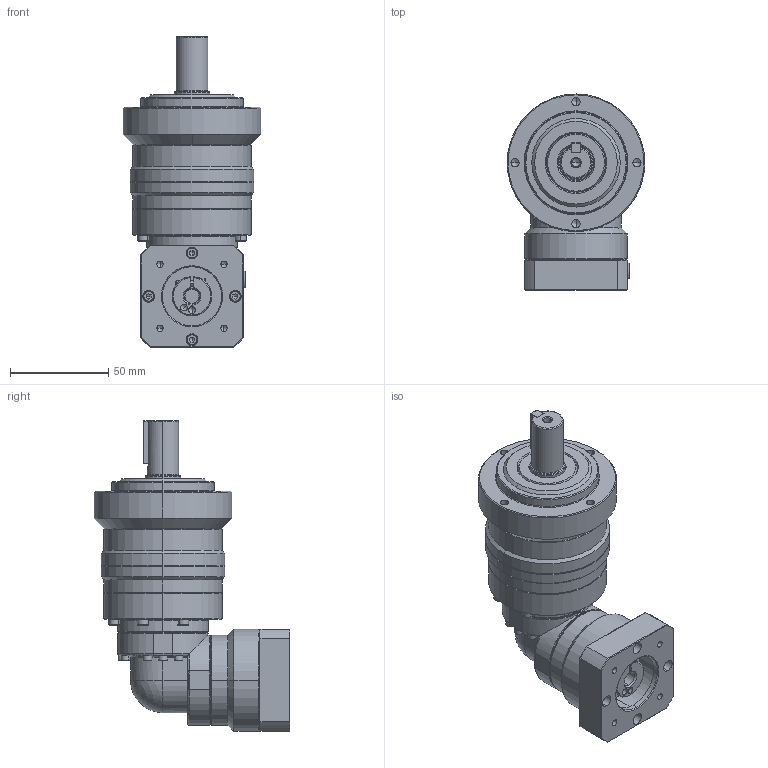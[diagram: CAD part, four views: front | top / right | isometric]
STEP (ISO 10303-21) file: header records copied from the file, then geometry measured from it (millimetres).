
FILE_DESCRIPTION (( 'STEP AP214' ), '1' );
FILE_NAME ('PGB070-15A1.STEP', '2015-05-04T18:11:18', ( '' ), ( '' ), 'SwSTEP 2.0', 'SolidWorks 2014', '' );
FILE_SCHEMA (( 'AUTOMOTIVE_DESIGN' ));
Length unit declared in the file: inch
Products named in the file (1): PGB070-15A1
Bounding box: 70 x 99.5 x 158 mm (x, y, z)
Volume: 366364.8 mm3; surface area: 46162.5 mm2
Topology: 1 solids, 7 shells, 640 faces, 1614 edges, 983 vertices
Faces by surface type: plane 264, cylinder 166, cone 131, torus 77, sphere 2
Entity records: 23011 total; most frequent: CARTESIAN_POINT 3987, DIRECTION 3222, ORIENTED_EDGE 3094, EDGE_CURVE 1547, AXIS2_PLACEMENT_3D 1272, VERTEX_POINT 981, EDGE_LOOP 718, VECTOR 678
